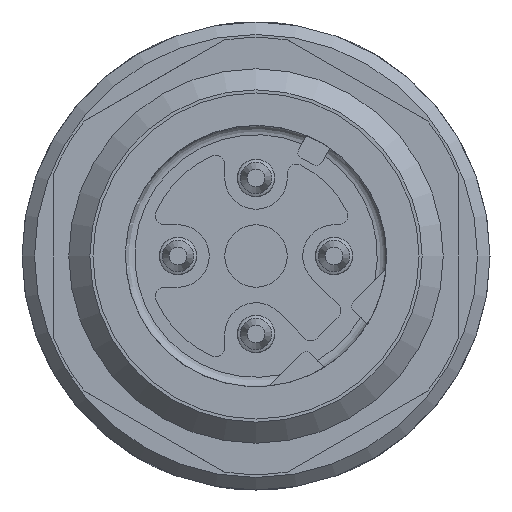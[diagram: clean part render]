
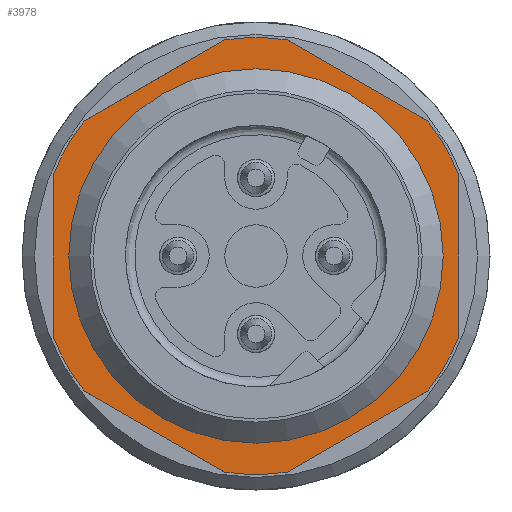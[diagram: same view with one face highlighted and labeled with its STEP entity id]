
A CAD part, front view. The second image highlights one B-rep face of the part: STEP entity #3978.
In plain terms, the highlighted planar face has unit normal (0, -1, 0).
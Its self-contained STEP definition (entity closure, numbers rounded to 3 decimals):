
#3978=ADVANCED_FACE('',(#4736,#4737),#4498,.F.);
#4498=PLANE('',#13517);
#4736=FACE_BOUND('',#5043,.T.);
#4737=FACE_BOUND('',#5044,.T.);
#5043=EDGE_LOOP('',(#6107));
#5044=EDGE_LOOP('',(#6108,#6109,#6110,#6111,#6112,#6113,#6114,#6115,#6116,
#6117,#6118,#6119));
#6107=ORIENTED_EDGE('',*,*,#9460,.F.);
#6108=ORIENTED_EDGE('',*,*,#9418,.T.);
#6109=ORIENTED_EDGE('',*,*,#9426,.F.);
#6110=ORIENTED_EDGE('',*,*,#9373,.T.);
#6111=ORIENTED_EDGE('',*,*,#9432,.F.);
#6112=ORIENTED_EDGE('',*,*,#9383,.T.);
#6113=ORIENTED_EDGE('',*,*,#9437,.F.);
#6114=ORIENTED_EDGE('',*,*,#9393,.T.);
#6115=ORIENTED_EDGE('',*,*,#9442,.F.);
#6116=ORIENTED_EDGE('',*,*,#9403,.T.);
#6117=ORIENTED_EDGE('',*,*,#9447,.F.);
#6118=ORIENTED_EDGE('',*,*,#9413,.T.);
#6119=ORIENTED_EDGE('',*,*,#9452,.F.);
#8435=VERTEX_POINT('',#17594);
#8436=VERTEX_POINT('',#17595);
#8443=VERTEX_POINT('',#17627);
#8444=VERTEX_POINT('',#17628);
#8451=VERTEX_POINT('',#17660);
#8452=VERTEX_POINT('',#17661);
#8459=VERTEX_POINT('',#17693);
#8460=VERTEX_POINT('',#17694);
#8467=VERTEX_POINT('',#17726);
#8468=VERTEX_POINT('',#17727);
#8471=VERTEX_POINT('',#17735);
#8472=VERTEX_POINT('',#17737);
#8492=VERTEX_POINT('',#17831);
#9373=EDGE_CURVE('',#8435,#8436,#10644,.T.);
#9383=EDGE_CURVE('',#8443,#8444,#10648,.T.);
#9393=EDGE_CURVE('',#8451,#8452,#10652,.T.);
#9403=EDGE_CURVE('',#8459,#8460,#10656,.T.);
#9413=EDGE_CURVE('',#8467,#8468,#10660,.T.);
#9418=EDGE_CURVE('',#8472,#8471,#10662,.T.);
#9426=EDGE_CURVE('',#8435,#8471,#11407,.T.);
#9432=EDGE_CURVE('',#8443,#8436,#11412,.T.);
#9437=EDGE_CURVE('',#8451,#8444,#11416,.T.);
#9442=EDGE_CURVE('',#8459,#8452,#11420,.T.);
#9447=EDGE_CURVE('',#8467,#8460,#11424,.T.);
#9452=EDGE_CURVE('',#8472,#8468,#11428,.T.);
#9460=EDGE_CURVE('',#8492,#8492,#10675,.T.);
#10644=CIRCLE('',#13452,7.);
#10648=CIRCLE('',#13459,7.);
#10652=CIRCLE('',#13466,7.);
#10656=CIRCLE('',#13473,7.);
#10660=CIRCLE('',#13480,7.);
#10662=CIRCLE('',#13483,7.);
#10675=CIRCLE('',#13516,6.);
#11407=LINE('',#17764,#12094);
#11412=LINE('',#17775,#12099);
#11416=LINE('',#17784,#12103);
#11420=LINE('',#17793,#12107);
#11424=LINE('',#17802,#12111);
#11428=LINE('',#17811,#12115);
#12094=VECTOR('',#14818,1.);
#12099=VECTOR('',#14829,1.);
#12103=VECTOR('',#14839,1.);
#12107=VECTOR('',#14849,1.);
#12111=VECTOR('',#14859,1.);
#12115=VECTOR('',#14869,1.);
#13452=AXIS2_PLACEMENT_3D('',#17593,#14732,#14733);
#13459=AXIS2_PLACEMENT_3D('',#17626,#14748,#14749);
#13466=AXIS2_PLACEMENT_3D('',#17659,#14764,#14765);
#13473=AXIS2_PLACEMENT_3D('',#17692,#14780,#14781);
#13480=AXIS2_PLACEMENT_3D('',#17725,#14796,#14797);
#13483=AXIS2_PLACEMENT_3D('',#17736,#14805,#14806);
#13516=AXIS2_PLACEMENT_3D('',#17830,#14896,#14897);
#13517=AXIS2_PLACEMENT_3D('',#17832,#14898,#14899);
#14732=DIRECTION('',(0.,-1.,0.));
#14733=DIRECTION('',(-1.,0.,0.));
#14748=DIRECTION('',(0.,-1.,0.));
#14749=DIRECTION('',(-1.,0.,0.));
#14764=DIRECTION('',(0.,-1.,0.));
#14765=DIRECTION('',(-1.,0.,0.));
#14780=DIRECTION('',(0.,-1.,0.));
#14781=DIRECTION('',(-1.,0.,0.));
#14796=DIRECTION('',(0.,-1.,0.));
#14797=DIRECTION('',(-1.,0.,0.));
#14805=DIRECTION('',(0.,-1.,0.));
#14806=DIRECTION('',(-1.,0.,0.));
#14818=DIRECTION('',(0.866,0.,-0.5));
#14829=DIRECTION('',(0.866,0.,0.5));
#14839=DIRECTION('',(0.,0.,1.));
#14849=DIRECTION('',(-0.866,0.,0.5));
#14859=DIRECTION('',(-0.866,0.,-0.5));
#14869=DIRECTION('',(0.,0.,-1.));
#14896=DIRECTION('',(0.,-1.,0.));
#14897=DIRECTION('',(-1.,0.,0.));
#14898=DIRECTION('',(0.,1.,0.));
#14899=DIRECTION('',(1.,0.,0.));
#17593=CARTESIAN_POINT('',(50.,40.8,0.));
#17594=CARTESIAN_POINT('',(51.,40.8,6.928));
#17595=CARTESIAN_POINT('',(49.,40.8,6.928));
#17626=CARTESIAN_POINT('',(50.,40.8,0.));
#17627=CARTESIAN_POINT('',(44.5,40.8,4.33));
#17628=CARTESIAN_POINT('',(43.5,40.8,2.598));
#17659=CARTESIAN_POINT('',(50.,40.8,0.));
#17660=CARTESIAN_POINT('',(43.5,40.8,-2.598));
#17661=CARTESIAN_POINT('',(44.5,40.8,-4.33));
#17692=CARTESIAN_POINT('',(50.,40.8,0.));
#17693=CARTESIAN_POINT('',(49.,40.8,-6.928));
#17694=CARTESIAN_POINT('',(51.,40.8,-6.928));
#17725=CARTESIAN_POINT('',(50.,40.8,0.));
#17726=CARTESIAN_POINT('',(55.5,40.8,-4.33));
#17727=CARTESIAN_POINT('',(56.5,40.8,-2.598));
#17735=CARTESIAN_POINT('',(55.5,40.8,4.33));
#17736=CARTESIAN_POINT('',(50.,40.8,0.));
#17737=CARTESIAN_POINT('',(56.5,40.8,2.598));
#17764=CARTESIAN_POINT('',(51.,40.8,6.928));
#17775=CARTESIAN_POINT('',(44.5,40.8,4.33));
#17784=CARTESIAN_POINT('',(43.5,40.8,-2.598));
#17793=CARTESIAN_POINT('',(49.,40.8,-6.928));
#17802=CARTESIAN_POINT('',(55.5,40.8,-4.33));
#17811=CARTESIAN_POINT('',(56.5,40.8,2.598));
#17830=CARTESIAN_POINT('',(50.,40.8,0.));
#17831=CARTESIAN_POINT('',(44.,40.8,0.));
#17832=CARTESIAN_POINT('',(50.,40.8,-7.));
